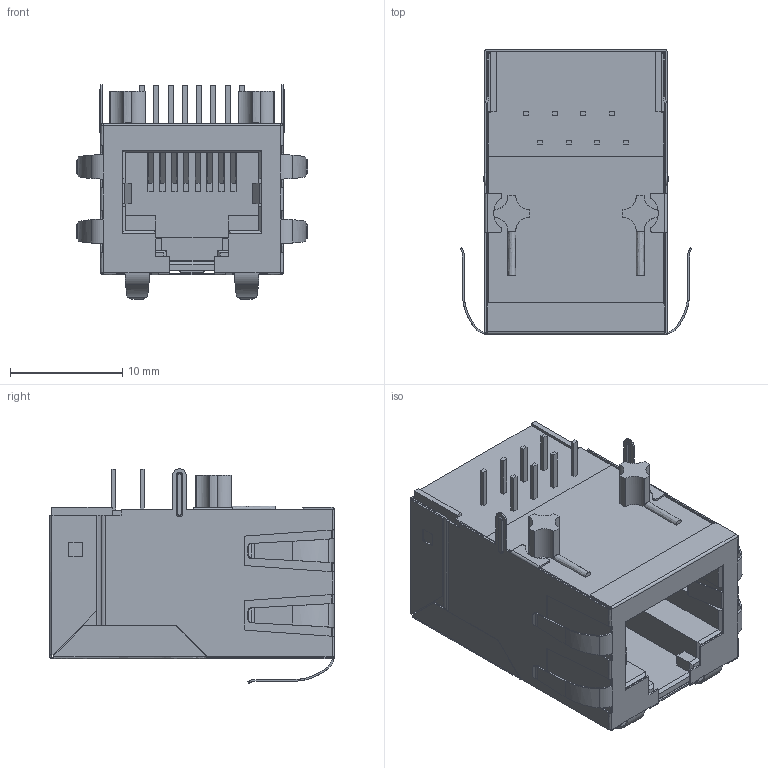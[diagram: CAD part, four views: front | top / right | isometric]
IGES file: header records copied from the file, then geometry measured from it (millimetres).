
Start section: C
Global section: file name: 74990110030.igs; native system: By Siemens PLM Incorporated; preprocessor: XPlus GENERIC/IGES 17.0.49; author: Author; organization: Title; date: 20151120.095000; units: millimetre
Bounding box: 20.6 x 25.35 x 19.11 mm (x, y, z)
Volume: 2606.3 mm3; surface area: 7880.1 mm2
Topology: 3 solids, 3 shells, 997 faces, 2702 edges, 1708 vertices
Faces by surface type: bspline 997
